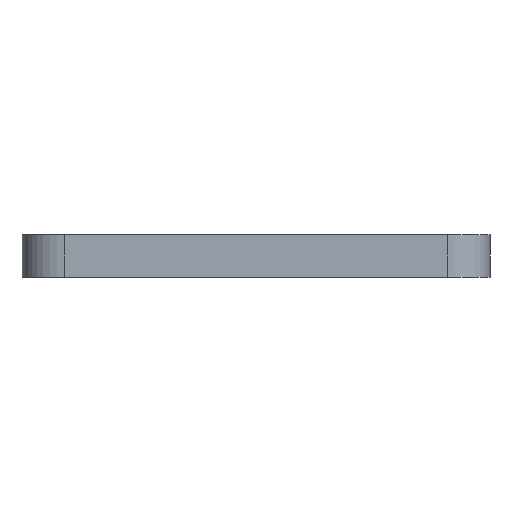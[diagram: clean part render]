
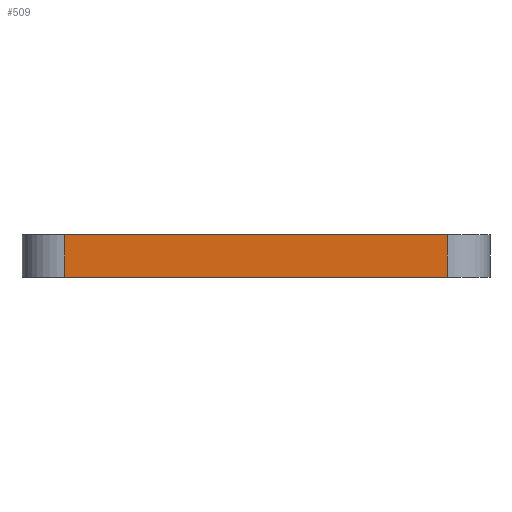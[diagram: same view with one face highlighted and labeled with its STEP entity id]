
A CAD part, left-side view. The second image highlights one B-rep face of the part: STEP entity #509.
In plain terms, the highlighted planar face has unit normal (-1, 0, 0).
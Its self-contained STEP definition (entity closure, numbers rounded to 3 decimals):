
#29 = CARTESIAN_POINT ( 'NONE',  ( -80., 100., 10. ) ) ;
#57 = CARTESIAN_POINT ( 'NONE',  ( -80., 100., 0. ) ) ;
#92 = VECTOR ( 'NONE', #709, 1000. ) ;
#103 = EDGE_CURVE ( 'NONE', #224, #506, #937, .T. ) ;
#112 = CARTESIAN_POINT ( 'NONE',  ( -80., 10., 10. ) ) ;
#188 = VERTEX_POINT ( 'NONE', #57 ) ;
#198 = LINE ( 'NONE', #29, #942 ) ;
#219 = DIRECTION ( 'NONE',  ( -1., 0., 0. ) ) ;
#224 = VERTEX_POINT ( 'NONE', #259 ) ;
#235 = DIRECTION ( 'NONE',  ( 0., 1., 0. ) ) ;
#259 = CARTESIAN_POINT ( 'NONE',  ( -80., 10., 0. ) ) ;
#264 = ORIENTED_EDGE ( 'NONE', *, *, #896, .T. ) ;
#270 = EDGE_CURVE ( 'NONE', #506, #466, #335, .T. ) ;
#284 = EDGE_LOOP ( 'NONE', ( #465, #651, #1090, #264 ) ) ;
#296 = CARTESIAN_POINT ( 'NONE',  ( -80., 100., 10. ) ) ;
#335 = LINE ( 'NONE', #529, #92 ) ;
#386 = DIRECTION ( 'NONE',  ( 0., 0., -1. ) ) ;
#421 = CARTESIAN_POINT ( 'NONE',  ( -80., 10., 10. ) ) ;
#440 = VECTOR ( 'NONE', #1104, 1000. ) ;
#465 = ORIENTED_EDGE ( 'NONE', *, *, #1068, .F. ) ;
#466 = VERTEX_POINT ( 'NONE', #296 ) ;
#481 = PLANE ( 'NONE',  #1127 ) ;
#506 = VERTEX_POINT ( 'NONE', #112 ) ;
#509 = ADVANCED_FACE ( 'NONE', ( #1029 ), #481, .T. ) ;
#529 = CARTESIAN_POINT ( 'NONE',  ( -80., 0., 10. ) ) ;
#562 = VECTOR ( 'NONE', #235, 1000. ) ;
#651 = ORIENTED_EDGE ( 'NONE', *, *, #103, .T. ) ;
#709 = DIRECTION ( 'NONE',  ( 0., 1., 0. ) ) ;
#752 = DIRECTION ( 'NONE',  ( 0., 0., 1. ) ) ;
#896 = EDGE_CURVE ( 'NONE', #466, #188, #198, .T. ) ;
#937 = LINE ( 'NONE', #421, #440 ) ;
#942 = VECTOR ( 'NONE', #386, 1000. ) ;
#1023 = CARTESIAN_POINT ( 'NONE',  ( -80., 0., 10. ) ) ;
#1029 = FACE_OUTER_BOUND ( 'NONE', #284, .T. ) ;
#1051 = LINE ( 'NONE', #1141, #562 ) ;
#1068 = EDGE_CURVE ( 'NONE', #224, #188, #1051, .T. ) ;
#1090 = ORIENTED_EDGE ( 'NONE', *, *, #270, .T. ) ;
#1104 = DIRECTION ( 'NONE',  ( 0., 0., 1. ) ) ;
#1127 = AXIS2_PLACEMENT_3D ( 'NONE', #1023, #219, #752 ) ;
#1141 = CARTESIAN_POINT ( 'NONE',  ( -80., 0., 0. ) ) ;
